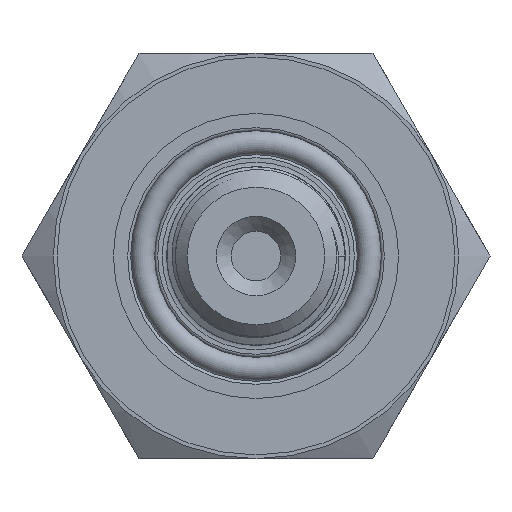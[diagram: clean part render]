
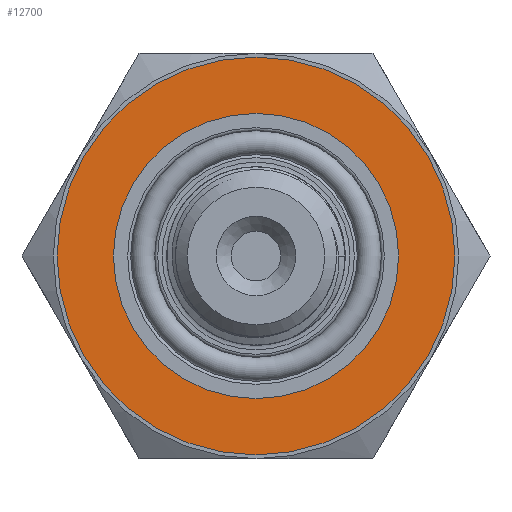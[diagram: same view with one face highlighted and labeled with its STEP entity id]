
A CAD part, left-side view. The second image highlights one B-rep face of the part: STEP entity #12700.
In plain terms, the highlighted planar face has unit normal (-1, 0, 0).
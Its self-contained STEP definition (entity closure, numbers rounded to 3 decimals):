
#506=FACE_BOUND('',#2266,.T.);
#707=PLANE('',#13508);
#1466=FACE_OUTER_BOUND('',#2265,.T.);
#2265=EDGE_LOOP('',(#11623));
#2266=EDGE_LOOP('',(#11624));
#2638=CIRCLE('',#13507,9.5);
#2639=CIRCLE('',#13509,13.25);
#6118=VERTEX_POINT('',#36418);
#6119=VERTEX_POINT('',#36422);
#8008=EDGE_CURVE('',#6118,#6118,#2638,.T.);
#8010=EDGE_CURVE('',#6119,#6119,#2639,.T.);
#11623=ORIENTED_EDGE('',*,*,#8010,.F.);
#11624=ORIENTED_EDGE('',*,*,#8008,.T.);
#12700=ADVANCED_FACE('',(#1466,#506),#707,.T.);
#13507=AXIS2_PLACEMENT_3D('',#36419,#15749,#15750);
#13508=AXIS2_PLACEMENT_3D('',#36421,#15752,#15753);
#13509=AXIS2_PLACEMENT_3D('',#36423,#15754,#15755);
#15749=DIRECTION('center_axis',(1.,0.,0.));
#15750=DIRECTION('ref_axis',(0.,0.,-1.));
#15752=DIRECTION('center_axis',(-1.,0.,0.));
#15753=DIRECTION('ref_axis',(0.,0.,1.));
#15754=DIRECTION('center_axis',(1.,0.,0.));
#15755=DIRECTION('ref_axis',(0.,0.,-1.));
#36418=CARTESIAN_POINT('',(-47.,-9.5,0.));
#36419=CARTESIAN_POINT('Origin',(-47.,0.,0.));
#36421=CARTESIAN_POINT('Origin',(-47.,13.25,0.));
#36422=CARTESIAN_POINT('',(-47.,-13.25,0.));
#36423=CARTESIAN_POINT('Origin',(-47.,0.,0.));
